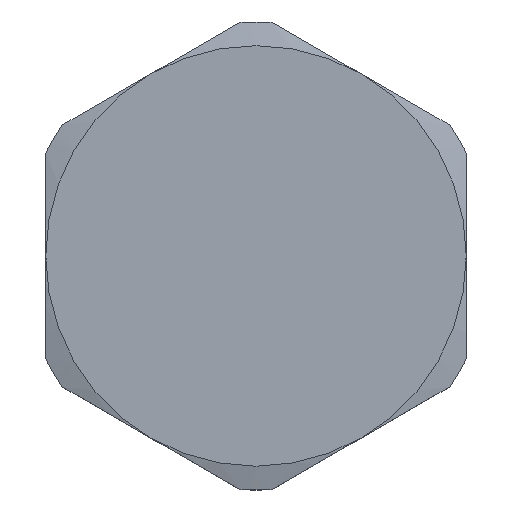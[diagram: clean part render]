
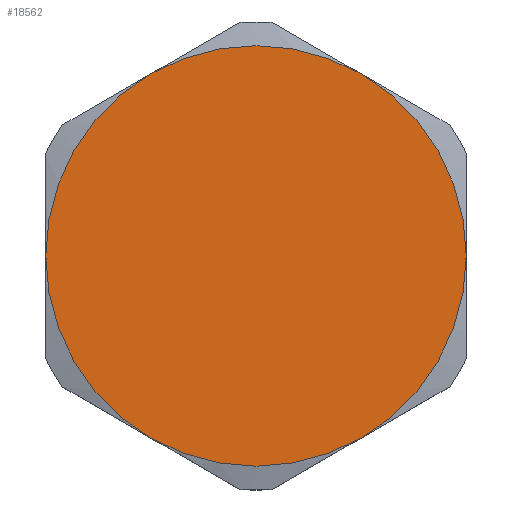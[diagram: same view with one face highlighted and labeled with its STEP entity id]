
A CAD part, top view. The second image highlights one B-rep face of the part: STEP entity #18562.
In plain terms, the highlighted planar face has unit normal (0, 0, 1).
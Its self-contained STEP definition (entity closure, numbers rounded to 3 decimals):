
#420 = CARTESIAN_POINT ( 'NONE',  ( 0., 0., 22. ) ) ;
#644 = VERTEX_POINT ( 'NONE', #12005 ) ;
#857 = AXIS2_PLACEMENT_3D ( 'NONE', #31098, #1455, #23234 ) ;
#1455 = DIRECTION ( 'NONE',  ( 0., 0., -1. ) ) ;
#2171 = EDGE_CURVE ( 'NONE', #23689, #13687, #13035, .T. ) ;
#2176 = PLANE ( 'NONE',  #30060 ) ;
#2534 = CIRCLE ( 'NONE', #19925, 12. ) ;
#3883 = EDGE_CURVE ( 'NONE', #13687, #18169, #15627, .T. ) ;
#4462 = EDGE_CURVE ( 'NONE', #644, #14006, #8485, .T. ) ;
#4588 = DIRECTION ( 'NONE',  ( 1., 0., 0. ) ) ;
#4908 = ORIENTED_EDGE ( 'NONE', *, *, #9211, .F. ) ;
#5408 = AXIS2_PLACEMENT_3D ( 'NONE', #6563, #6730, #11684 ) ;
#6563 = CARTESIAN_POINT ( 'NONE',  ( 0., 0., 22. ) ) ;
#6730 = DIRECTION ( 'NONE',  ( 0., 0., -1. ) ) ;
#6817 = DIRECTION ( 'NONE',  ( 1., 0., 0. ) ) ;
#7196 = EDGE_LOOP ( 'NONE', ( #19776, #9100, #28951, #16669, #25578, #4908 ) ) ;
#8485 = CIRCLE ( 'NONE', #9521, 12. ) ;
#9100 = ORIENTED_EDGE ( 'NONE', *, *, #3883, .F. ) ;
#9211 = EDGE_CURVE ( 'NONE', #9851, #644, #14677, .T. ) ;
#9219 = CARTESIAN_POINT ( 'NONE',  ( 0., 0., 22. ) ) ;
#9367 = FACE_OUTER_BOUND ( 'NONE', #7196, .T. ) ;
#9521 = AXIS2_PLACEMENT_3D ( 'NONE', #420, #27176, #15314 ) ;
#9851 = VERTEX_POINT ( 'NONE', #15094 ) ;
#10543 = DIRECTION ( 'NONE',  ( -1., 0., 0. ) ) ;
#11684 = DIRECTION ( 'NONE',  ( 1., 0., 0. ) ) ;
#12005 = CARTESIAN_POINT ( 'NONE',  ( -6., -10.392, 22. ) ) ;
#13035 = CIRCLE ( 'NONE', #5408, 12. ) ;
#13687 = VERTEX_POINT ( 'NONE', #20982 ) ;
#14006 = VERTEX_POINT ( 'NONE', #22868 ) ;
#14677 = CIRCLE ( 'NONE', #857, 12. ) ;
#14983 = DIRECTION ( 'NONE',  ( 1., 0., 0. ) ) ;
#15094 = CARTESIAN_POINT ( 'NONE',  ( 6., -10.392, 22. ) ) ;
#15314 = DIRECTION ( 'NONE',  ( 1., 0., 0. ) ) ;
#15362 = DIRECTION ( 'NONE',  ( 0., 0., -1. ) ) ;
#15627 = CIRCLE ( 'NONE', #20217, 12. ) ;
#16669 = ORIENTED_EDGE ( 'NONE', *, *, #30090, .F. ) ;
#17068 = DIRECTION ( 'NONE',  ( 0., 0., -1. ) ) ;
#18169 = VERTEX_POINT ( 'NONE', #29787 ) ;
#18562 = ADVANCED_FACE ( 'NONE', ( #9367 ), #2176, .T. ) ;
#19460 = DIRECTION ( 'NONE',  ( 0., 0., 1. ) ) ;
#19473 = CARTESIAN_POINT ( 'NONE',  ( 0., 0., 22. ) ) ;
#19652 = CARTESIAN_POINT ( 'NONE',  ( -6., 10.392, 22. ) ) ;
#19776 = ORIENTED_EDGE ( 'NONE', *, *, #26218, .F. ) ;
#19925 = AXIS2_PLACEMENT_3D ( 'NONE', #19473, #17068, #4588 ) ;
#20217 = AXIS2_PLACEMENT_3D ( 'NONE', #24913, #22812, #14983 ) ;
#20982 = CARTESIAN_POINT ( 'NONE',  ( 6., 10.392, 22. ) ) ;
#20994 = AXIS2_PLACEMENT_3D ( 'NONE', #25281, #15362, #10543 ) ;
#22812 = DIRECTION ( 'NONE',  ( 0., 0., -1. ) ) ;
#22868 = CARTESIAN_POINT ( 'NONE',  ( -12., 0., 22. ) ) ;
#23234 = DIRECTION ( 'NONE',  ( 1., 0., 0. ) ) ;
#23689 = VERTEX_POINT ( 'NONE', #19652 ) ;
#24913 = CARTESIAN_POINT ( 'NONE',  ( 0., 0., 22. ) ) ;
#25281 = CARTESIAN_POINT ( 'NONE',  ( 0., 0., 22. ) ) ;
#25578 = ORIENTED_EDGE ( 'NONE', *, *, #4462, .F. ) ;
#26218 = EDGE_CURVE ( 'NONE', #18169, #9851, #2534, .T. ) ;
#27176 = DIRECTION ( 'NONE',  ( 0., 0., -1. ) ) ;
#28169 = CIRCLE ( 'NONE', #20994, 12. ) ;
#28951 = ORIENTED_EDGE ( 'NONE', *, *, #2171, .F. ) ;
#29787 = CARTESIAN_POINT ( 'NONE',  ( 12., 0., 22. ) ) ;
#30060 = AXIS2_PLACEMENT_3D ( 'NONE', #9219, #19460, #6817 ) ;
#30090 = EDGE_CURVE ( 'NONE', #14006, #23689, #28169, .T. ) ;
#31098 = CARTESIAN_POINT ( 'NONE',  ( 0., 0., 22. ) ) ;
